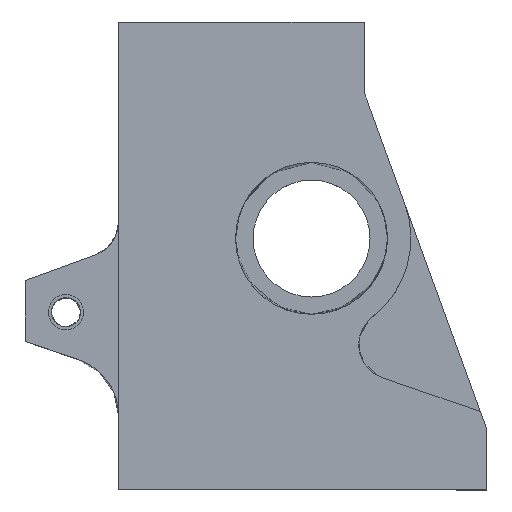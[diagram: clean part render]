
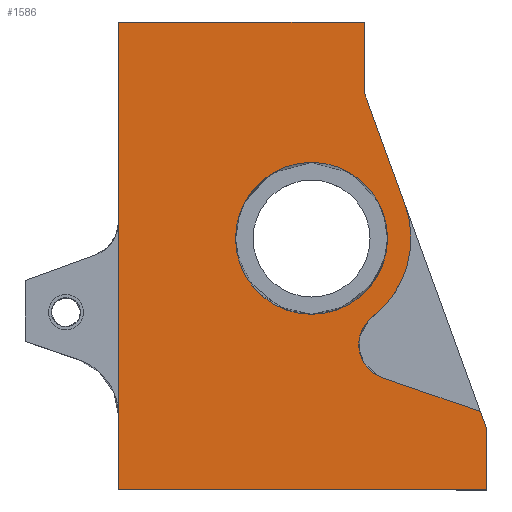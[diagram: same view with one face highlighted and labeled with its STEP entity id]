
A CAD part, top view. The second image highlights one B-rep face of the part: STEP entity #1586.
In plain terms, the highlighted free-form (B-spline) face has degree [1, 1] with [2, 2] control points.
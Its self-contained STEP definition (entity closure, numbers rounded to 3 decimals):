
#236=DIRECTION('',(0.,-1.,0.));
#237=VECTOR('',#236,40.);
#238=CARTESIAN_POINT('',(-16.5,18.5,13.));
#239=LINE('',#238,#237);
#330=CARTESIAN_POINT('',(0.,0.,13.));
#331=DIRECTION('',(0.,0.,1.));
#332=DIRECTION('',(1.,0.,0.));
#333=AXIS2_PLACEMENT_3D('',#330,#331,#332);
#335=CARTESIAN_POINT('',(0.,0.,13.));
#336=DIRECTION('',(0.,0.,1.));
#337=DIRECTION('',(-1.,0.,0.));
#338=AXIS2_PLACEMENT_3D('',#335,#336,#337);
#340=DIRECTION('',(0.342,-0.94,0.));
#341=VECTOR('',#340,1.65);
#342=CARTESIAN_POINT('',(14.436,-14.809,13.));
#343=LINE('',#342,#341);
#344=DIRECTION('',(0.,1.,0.));
#345=VECTOR('',#344,5.14);
#346=CARTESIAN_POINT('',(15.,-21.5,13.));
#347=LINE('',#346,#345);
#348=DIRECTION('',(-1.,0.,0.));
#349=VECTOR('',#348,31.5);
#350=CARTESIAN_POINT('',(15.,-21.5,13.));
#351=LINE('',#350,#349);
#352=DIRECTION('',(0.,-1.,0.));
#353=VECTOR('',#352,5.482);
#354=CARTESIAN_POINT('',(4.5,18.5,13.));
#355=LINE('',#354,#353);
#356=DIRECTION('',(0.342,-0.94,0.));
#357=VECTOR('',#356,9.667);
#358=CARTESIAN_POINT('',(4.681,11.992,13.));
#359=LINE('',#358,#357);
#360=CARTESIAN_POINT('',(7.043,-9.091,13.));
#361=DIRECTION('',(0.,0.,1.));
#362=DIRECTION('',(-0.612,0.791,0.));
#363=AXIS2_PLACEMENT_3D('',#360,#361,#362);
#369=DIRECTION('',(-0.946,0.326,0.));
#370=VECTOR('',#369,8.851);
#371=CARTESIAN_POINT('',(14.436,-14.809,13.));
#372=LINE('',#371,#370);
#452=CARTESIAN_POINT('',(0.,0.,13.));
#453=DIRECTION('',(0.,0.,1.));
#454=DIRECTION('',(0.612,-0.791,0.));
#455=AXIS2_PLACEMENT_3D('',#452,#453,#454);
#792=DIRECTION('',(-1.,0.,0.));
#793=VECTOR('',#792,21.);
#794=CARTESIAN_POINT('',(4.5,18.5,13.));
#795=LINE('',#794,#793);
#821=CARTESIAN_POINT('',(7.5,13.018,13.));
#822=DIRECTION('',(0.,0.,-1.));
#823=DIRECTION('',(-0.94,-0.342,0.));
#824=AXIS2_PLACEMENT_3D('',#821,#822,#823);
#982=CARTESIAN_POINT('',(6.5,0.,13.));
#983=CARTESIAN_POINT('',(-6.5,0.,13.));
#984=VERTEX_POINT('',#982);
#985=VERTEX_POINT('',#983);
#1001=CARTESIAN_POINT('',(-16.5,18.5,13.));
#1003=VERTEX_POINT('',#1001);
#1004=CARTESIAN_POINT('',(-16.5,-21.5,13.));
#1005=VERTEX_POINT('',#1004);
#1062=CARTESIAN_POINT('',(5.206,-6.719,13.));
#1063=CARTESIAN_POINT('',(6.066,-11.927,13.));
#1064=VERTEX_POINT('',#1062);
#1065=VERTEX_POINT('',#1063);
#1135=CARTESIAN_POINT('',(4.5,18.5,13.));
#1137=VERTEX_POINT('',#1135);
#1143=CARTESIAN_POINT('',(7.987,2.907,13.));
#1145=VERTEX_POINT('',#1143);
#1147=CARTESIAN_POINT('',(4.5,13.018,13.));
#1149=VERTEX_POINT('',#1147);
#1151=CARTESIAN_POINT('',(4.681,11.992,13.));
#1153=VERTEX_POINT('',#1151);
#1176=CARTESIAN_POINT('',(15.,-21.5,13.));
#1177=CARTESIAN_POINT('',(15.,-16.36,13.));
#1178=VERTEX_POINT('',#1176);
#1179=VERTEX_POINT('',#1177);
#1184=CARTESIAN_POINT('',(14.436,-14.809,13.));
#1186=VERTEX_POINT('',#1184);
#1553=CARTESIAN_POINT('',(-17.13,-22.3,13.));
#1554=CARTESIAN_POINT('',(-17.13,19.3,13.));
#1555=CARTESIAN_POINT('',(15.63,-22.3,13.));
#1556=CARTESIAN_POINT('',(15.63,19.3,13.));
#1557=B_SPLINE_SURFACE_WITH_KNOTS('',1,1,((#1553,#1554),(#1555,#1556)),
.UNSPECIFIED.,.F.,.F.,.F.,(2,2),(2,2),(-17.13,15.63),(-22.3,19.3),
.UNSPECIFIED.);
#1559=ORIENTED_EDGE('',*,*,#1558,.F.);
#1561=ORIENTED_EDGE('',*,*,#1560,.T.);
#1563=ORIENTED_EDGE('',*,*,#1562,.F.);
#1565=ORIENTED_EDGE('',*,*,#1564,.T.);
#1566=ORIENTED_EDGE('',*,*,#1344,.F.);
#1568=ORIENTED_EDGE('',*,*,#1567,.F.);
#1570=ORIENTED_EDGE('',*,*,#1569,.T.);
#1572=ORIENTED_EDGE('',*,*,#1571,.F.);
#1574=ORIENTED_EDGE('',*,*,#1573,.T.);
#1576=ORIENTED_EDGE('',*,*,#1575,.F.);
#1578=ORIENTED_EDGE('',*,*,#1577,.T.);
#1579=EDGE_LOOP('',(#1559,#1561,#1563,#1565,#1566,#1568,#1570,#1572,#1574,#1576,
#1578));
#1580=FACE_OUTER_BOUND('',#1579,.F.);
#1581=ORIENTED_EDGE('',*,*,#1530,.T.);
#1583=ORIENTED_EDGE('',*,*,#1582,.T.);
#1584=EDGE_LOOP('',(#1581,#1583));
#1585=FACE_BOUND('',#1584,.F.);
#1586=ADVANCED_FACE('',(#1580,#1585),#1557,.T.);
#334=CIRCLE('',#333,6.5);
#339=CIRCLE('',#338,6.5);
#364=CIRCLE('',#363,3.);
#456=CIRCLE('',#455,8.5);
#825=CIRCLE('',#824,3.);
#1344=EDGE_CURVE('',#1003,#1005,#239,.T.);
#1530=EDGE_CURVE('',#984,#985,#334,.T.);
#1558=EDGE_CURVE('',#1186,#1065,#372,.T.);
#1560=EDGE_CURVE('',#1186,#1179,#343,.T.);
#1562=EDGE_CURVE('',#1178,#1179,#347,.T.);
#1564=EDGE_CURVE('',#1178,#1005,#351,.T.);
#1567=EDGE_CURVE('',#1137,#1003,#795,.T.);
#1569=EDGE_CURVE('',#1137,#1149,#355,.T.);
#1571=EDGE_CURVE('',#1153,#1149,#825,.T.);
#1573=EDGE_CURVE('',#1153,#1145,#359,.T.);
#1575=EDGE_CURVE('',#1064,#1145,#456,.T.);
#1577=EDGE_CURVE('',#1064,#1065,#364,.T.);
#1582=EDGE_CURVE('',#985,#984,#339,.T.);
